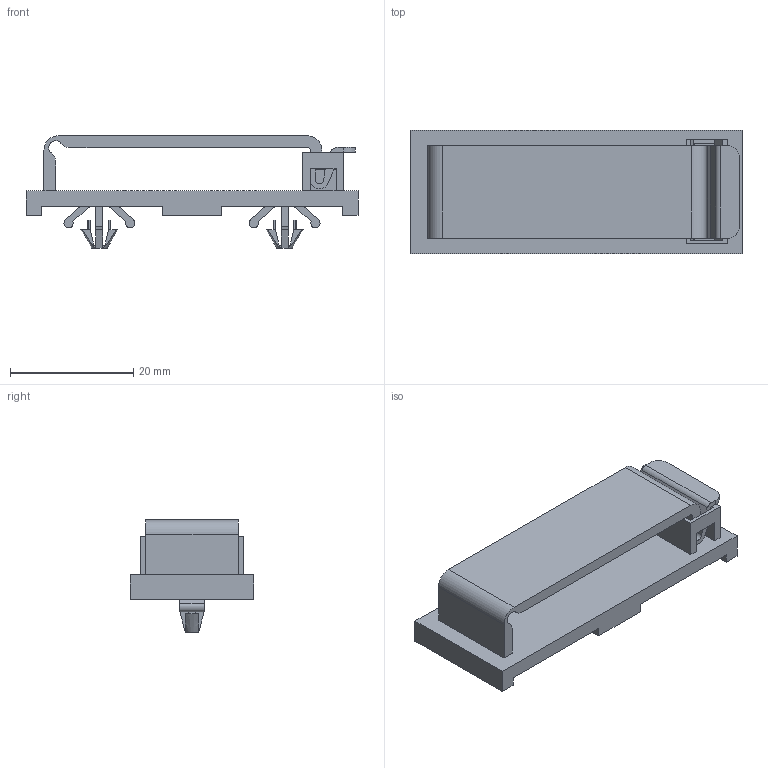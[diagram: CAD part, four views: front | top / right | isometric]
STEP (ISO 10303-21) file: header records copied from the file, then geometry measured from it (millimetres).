
FILE_DESCRIPTION(/* description */ ('Unknown'),/* implementation_level */ '2;1');
FILE_NAME(/* name */ '524430000',/* time_stamp */ '2020-12-04T08:18:24+01:00',/* author */ ('Unknown'),/* organization */ ('Unknown'),/* preprocessor_version */ 'ST-DEVELOPER v16.7',/* originating_system */ 'DEX',/* authorisation */ $);
FILE_SCHEMA (('AUTOMOTIVE_DESIGN {1 0 10303 214 3 1 1}'));
Length unit declared in the file: millimetre
Products named in the file (3): 524430000; Grundplatte; Verschluss
Assembly tree (2 placements, depth 2):
  524430000
    Grundplatte
    Verschluss
Bounding box: 53.8 x 20 x 18.2 mm (x, y, z)
Volume: 5224.8 mm3; surface area: 6008.9 mm2
Topology: 2 solids, 2 shells, 147 faces, 406 edges, 268 vertices
Faces by surface type: plane 118, cylinder 25, cone 4
Entity records: 4745 total; most frequent: CARTESIAN_POINT 888, ORIENTED_EDGE 812, DIRECTION 748, EDGE_CURVE 406, LINE 332, VECTOR 332, VERTEX_POINT 268, AXIS2_PLACEMENT_3D 208
